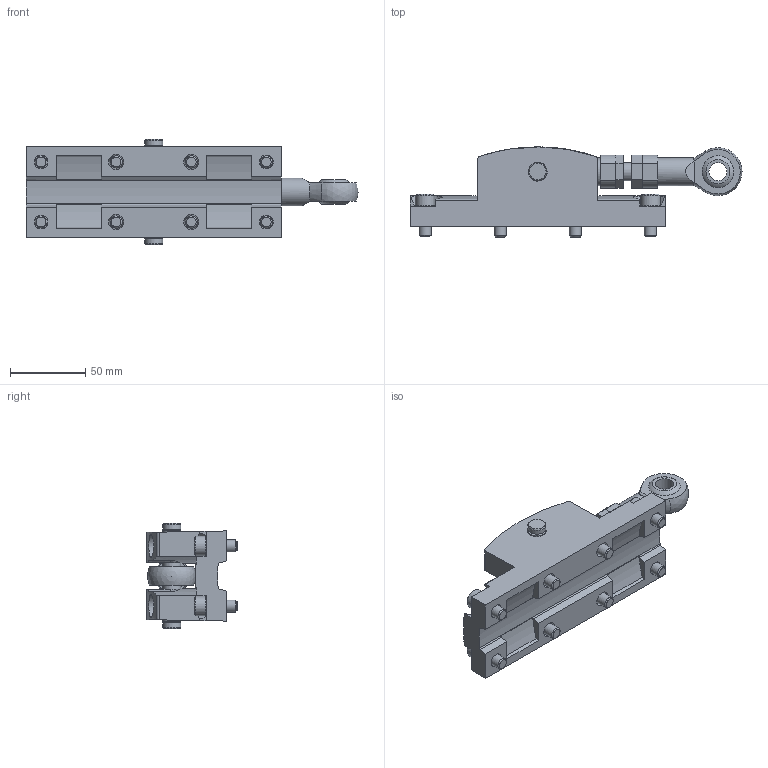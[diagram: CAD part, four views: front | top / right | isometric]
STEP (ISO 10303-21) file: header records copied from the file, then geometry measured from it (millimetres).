
FILE_DESCRIPTION(/* description */ ('STEP AP214'),/* implementation_level */ '2;1');
FILE_NAME(/* name */ '545240_FKC-50_63',/* time_stamp */ '2024-08-27T09:45:19+02:00',/* author */ ('License CC BY-ND 4.0'),/* organization */ ('CADENAS'),/* preprocessor_version */ 'ST-DEVELOPER v19.3',/* originating_system */ 'PARTsolutions',/* authorisation */ ' ');
FILE_SCHEMA (('AUTOMOTIVE_DESIGN {1 0 10303 214 3 1 1}'));
Length unit declared in the file: millimetre
Products named in the file (6): 545240 FKC-50/63---(120_0); 545240 FKC-50120050---(PL); BolzenFKC_50_63---(B); 545240FKC-50/631200---(G); DIN-912 - M8x20(F); DIN-912 - M8x45(F)
Assembly tree (11 placements, depth 2):
  545240 FKC-50/63---(120_0)
    545240 FKC-50120050---(PL)
    BolzenFKC_50_63---(B)
    545240FKC-50/631200---(G)
    DIN-912 - M8x20(F)  x4
    DIN-912 - M8x45(F)  x4
Bounding box: 221 x 60 x 70.2 mm (x, y, z)
Volume: 305249.6 mm3; surface area: 77730.9 mm2
Topology: 11 solids, 11 shells, 427 faces, 956 edges, 574 vertices
Faces by surface type: plane 220, cone 104, cylinder 81, torus 18, sphere 4
Full cylindrical faces by diameter (mm): 8 x8, 9 x2, 9.2 x4, 12 x8, 13 x8, 15 x4, 18.5 x2
Entity records: 7709 total; most frequent: CARTESIAN_POINT 1670, DIRECTION 1226, ORIENTED_EDGE 1136, EDGE_CURVE 568, AXIS2_PLACEMENT_3D 485, VERTEX_POINT 392, FACE_BOUND 356, EDGE_LOOP 354
